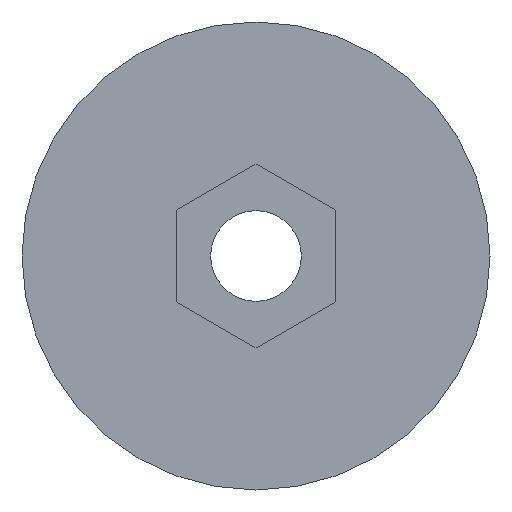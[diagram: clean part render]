
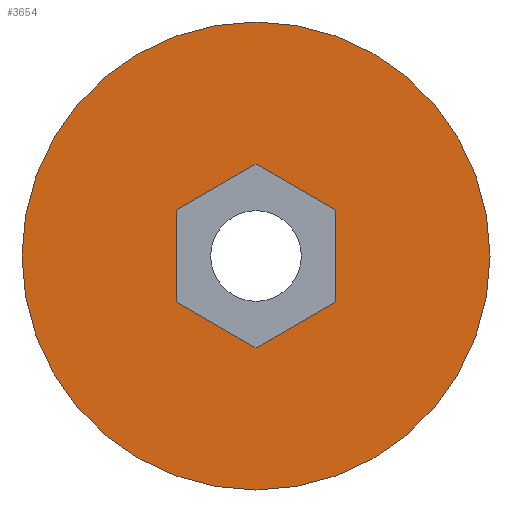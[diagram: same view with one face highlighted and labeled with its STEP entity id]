
A CAD part, left-side view. The second image highlights one B-rep face of the part: STEP entity #3654.
In plain terms, the highlighted planar face has unit normal (-1, 0, 0).
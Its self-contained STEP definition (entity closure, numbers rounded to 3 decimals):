
#115=CARTESIAN_POINT('',(0.,0.,0.));
#116=DIRECTION('',(-1.,0.,0.));
#117=DIRECTION('',(0.,1.,0.));
#118=AXIS2_PLACEMENT_3D('',#115,#116,#117);
#120=CARTESIAN_POINT('',(0.,0.,0.));
#121=DIRECTION('',(-1.,0.,0.));
#122=DIRECTION('',(0.,-1.,0.));
#123=AXIS2_PLACEMENT_3D('',#120,#121,#122);
#125=DIRECTION('',(0.,-0.866,-0.5));
#126=VECTOR('',#125,0.924);
#127=CARTESIAN_POINT('',(0.,0.,0.924));
#128=LINE('',#127,#126);
#129=DIRECTION('',(0.,-0.866,0.5));
#130=VECTOR('',#129,0.924);
#131=CARTESIAN_POINT('',(0.,0.8,0.462));
#132=LINE('',#131,#130);
#133=DIRECTION('',(0.,0.,1.));
#134=VECTOR('',#133,0.924);
#135=CARTESIAN_POINT('',(0.,0.8,-0.462));
#136=LINE('',#135,#134);
#137=DIRECTION('',(0.,0.866,0.5));
#138=VECTOR('',#137,0.924);
#139=CARTESIAN_POINT('',(0.,0.,-0.924));
#140=LINE('',#139,#138);
#141=DIRECTION('',(0.,0.866,-0.5));
#142=VECTOR('',#141,0.924);
#143=CARTESIAN_POINT('',(0.,-0.8,-0.462));
#144=LINE('',#143,#142);
#145=DIRECTION('',(0.,0.,-1.));
#146=VECTOR('',#145,0.924);
#147=CARTESIAN_POINT('',(0.,-0.8,0.462));
#148=LINE('',#147,#146);
#3569=CARTESIAN_POINT('',(0.,0.,0.924));
#3570=CARTESIAN_POINT('',(0.,-0.8,0.462));
#3571=VERTEX_POINT('',#3569);
#3572=VERTEX_POINT('',#3570);
#3573=CARTESIAN_POINT('',(0.,-0.8,-0.462));
#3574=VERTEX_POINT('',#3573);
#3575=CARTESIAN_POINT('',(0.,0.,-0.924));
#3576=VERTEX_POINT('',#3575);
#3577=CARTESIAN_POINT('',(0.,0.8,-0.462));
#3578=VERTEX_POINT('',#3577);
#3579=CARTESIAN_POINT('',(0.,0.8,0.462));
#3580=VERTEX_POINT('',#3579);
#3595=CARTESIAN_POINT('',(0.,2.35,0.));
#3596=CARTESIAN_POINT('',(0.,-2.35,0.));
#3597=VERTEX_POINT('',#3595);
#3598=VERTEX_POINT('',#3596);
#3629=CARTESIAN_POINT('',(0.,0.,0.));
#3630=DIRECTION('',(1.,0.,0.));
#3631=DIRECTION('',(0.,-1.,0.));
#3632=AXIS2_PLACEMENT_3D('',#3629,#3630,#3631);
#3633=PLANE('',#3632);
#3635=ORIENTED_EDGE('',*,*,#3634,.F.);
#3637=ORIENTED_EDGE('',*,*,#3636,.F.);
#3638=EDGE_LOOP('',(#3635,#3637));
#3639=FACE_OUTER_BOUND('',#3638,.F.);
#3641=ORIENTED_EDGE('',*,*,#3640,.F.);
#3643=ORIENTED_EDGE('',*,*,#3642,.F.);
#3645=ORIENTED_EDGE('',*,*,#3644,.F.);
#3647=ORIENTED_EDGE('',*,*,#3646,.F.);
#3649=ORIENTED_EDGE('',*,*,#3648,.F.);
#3651=ORIENTED_EDGE('',*,*,#3650,.F.);
#3652=EDGE_LOOP('',(#3641,#3643,#3645,#3647,#3649,#3651));
#3653=FACE_BOUND('',#3652,.F.);
#119=CIRCLE('',#118,2.35);
#124=CIRCLE('',#123,2.35);
#3634=EDGE_CURVE('',#3597,#3598,#119,.T.);
#3636=EDGE_CURVE('',#3598,#3597,#124,.T.);
#3640=EDGE_CURVE('',#3571,#3572,#128,.T.);
#3642=EDGE_CURVE('',#3580,#3571,#132,.T.);
#3644=EDGE_CURVE('',#3578,#3580,#136,.T.);
#3646=EDGE_CURVE('',#3576,#3578,#140,.T.);
#3648=EDGE_CURVE('',#3574,#3576,#144,.T.);
#3650=EDGE_CURVE('',#3572,#3574,#148,.T.);
#3654=ADVANCED_FACE('',(#3639,#3653),#3633,.F.);
